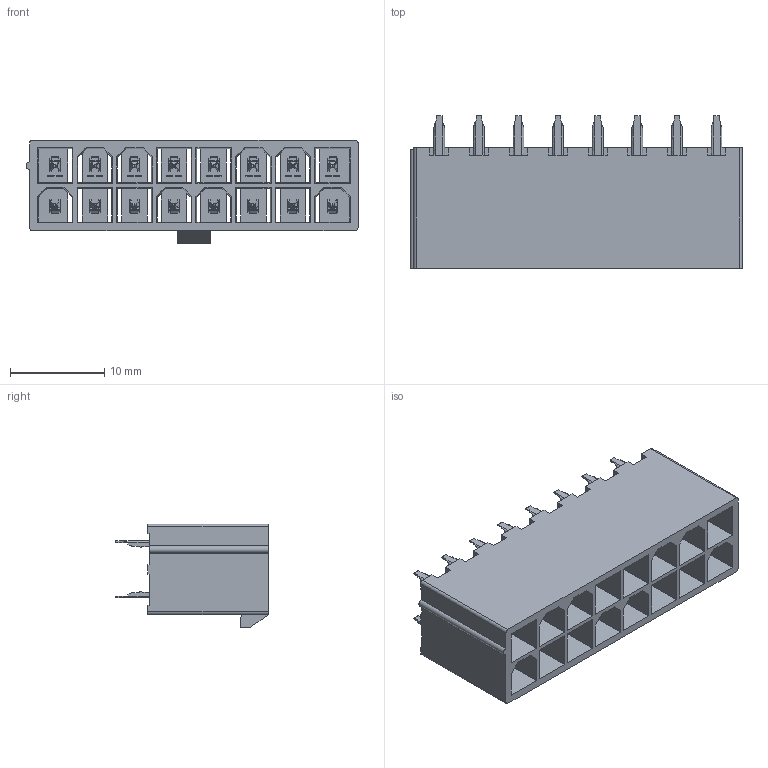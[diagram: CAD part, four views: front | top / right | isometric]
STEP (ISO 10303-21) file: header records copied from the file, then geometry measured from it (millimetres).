
FILE_DESCRIPTION( ('This file contains a STEP AP42 implementation' ,'as created by ZW3D STEP Interface translator.') ,'2;1' );
FILE_NAME( 'WF4201-2WS08WA1.stp' ,'231023.17 249', (''), ('ZWCAD Software Co.'), 'Version 1.0', 'ZW3D to STEP translator', '' );
FILE_SCHEMA(('AUTOMOTIVE_DESIGN { 1 0 10303 214 1 1 1 1 }'));
Length unit declared in the file: millimetre
Products named in the file (2): 0; WF4201-2WS08WA1
Bounding box: 35.2 x 16.2 x 11 mm (x, y, z)
Volume: 2023.2 mm3; surface area: 5175.3 mm2
Topology: 1 solids, 1 shells, 3181 faces, 8378 edges, 5130 vertices
Faces by surface type: plane 2376, bspline 769, cylinder 36
Entity records: 113977 total; most frequent: CARTESIAN_POINT 36311, ORIENTED_EDGE 16782, DIRECTION 13150, EDGE_CURVE 8378, VECTOR 7152, LINE 7152, VERTEX_POINT 5130, EDGE_LOOP 3245
